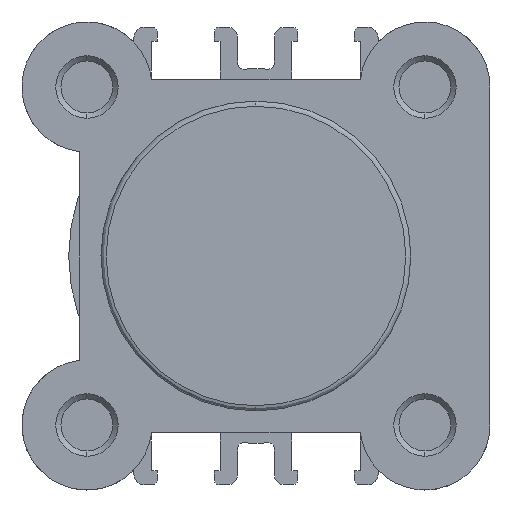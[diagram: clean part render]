
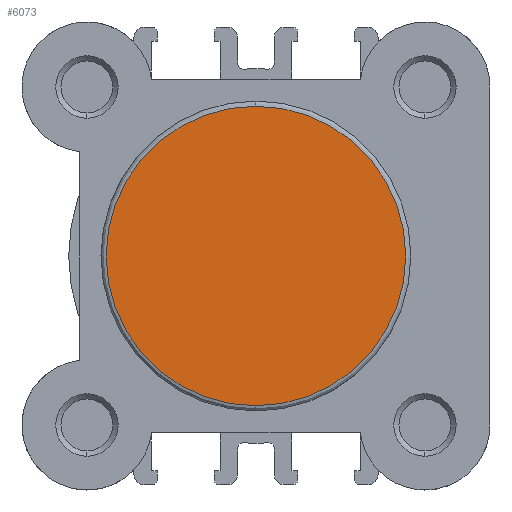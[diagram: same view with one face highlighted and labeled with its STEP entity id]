
A CAD part, left-side view. The second image highlights one B-rep face of the part: STEP entity #6073.
In plain terms, the highlighted planar face has unit normal (-1, 0, 0).
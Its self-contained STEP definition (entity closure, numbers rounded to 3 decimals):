
#571 = CIRCLE ( 'NONE', #4604, 14.4 ) ;
#1089 = CARTESIAN_POINT ( 'NONE',  ( 0., 0., 0. ) ) ;
#1090 = DIRECTION ( 'NONE',  ( -1., 0., 0. ) ) ;
#1091 = DIRECTION ( 'NONE',  ( 0., 0., 1. ) ) ;
#1254 = CARTESIAN_POINT ( 'NONE',  ( 0., 0., 0. ) ) ;
#1261 = DIRECTION ( 'NONE',  ( -1., 0., 0. ) ) ;
#1262 = DIRECTION ( 'NONE',  ( 0., 0., 1. ) ) ;
#1691 = CARTESIAN_POINT ( 'NONE',  ( 0., 0., -14.4 ) ) ;
#1692 = CARTESIAN_POINT ( 'NONE',  ( 0., 0., 14.4 ) ) ;
#1945 = CARTESIAN_POINT ( 'NONE',  ( 0., -14.9, 0. ) ) ;
#1950 = PLANE ( 'NONE',  #6294 ) ;
#1956 = DIRECTION ( 'NONE',  ( -1., 0., 0. ) ) ;
#1957 = DIRECTION ( 'NONE',  ( 0., 0., 1. ) ) ;
#1994 = CIRCLE ( 'NONE', #4641, 14.4 ) ;
#2130 = FACE_OUTER_BOUND ( 'NONE', #3291, .T. ) ;
#3291 = EDGE_LOOP ( 'NONE', ( #5978, #5290 ) ) ;
#4306 = EDGE_CURVE ( 'NONE', #5017, #5016, #571, .T. ) ;
#4373 = EDGE_CURVE ( 'NONE', #5016, #5017, #1994, .T. ) ;
#4604 = AXIS2_PLACEMENT_3D ( 'NONE', #1089, #1090, #1091 ) ;
#4641 = AXIS2_PLACEMENT_3D ( 'NONE', #1254, #1261, #1262 ) ;
#5016 = VERTEX_POINT ( 'NONE', #1691 ) ;
#5017 = VERTEX_POINT ( 'NONE', #1692 ) ;
#5290 = ORIENTED_EDGE ( 'NONE', *, *, #4373, .T. ) ;
#5978 = ORIENTED_EDGE ( 'NONE', *, *, #4306, .T. ) ;
#6073 = ADVANCED_FACE ( 'NONE', ( #2130 ), #1950, .T. ) ;
#6294 = AXIS2_PLACEMENT_3D ( 'NONE', #1945, #1956, #1957 ) ;
